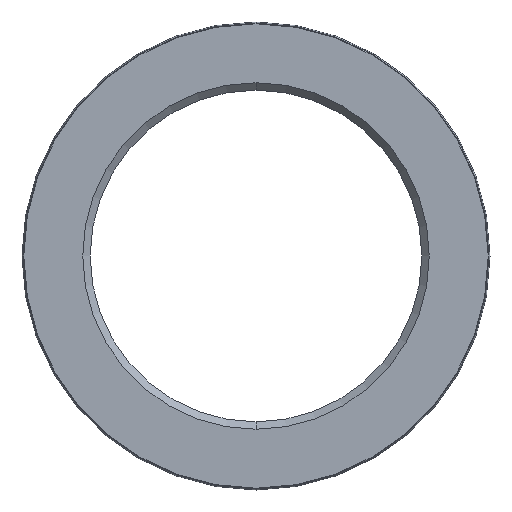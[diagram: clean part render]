
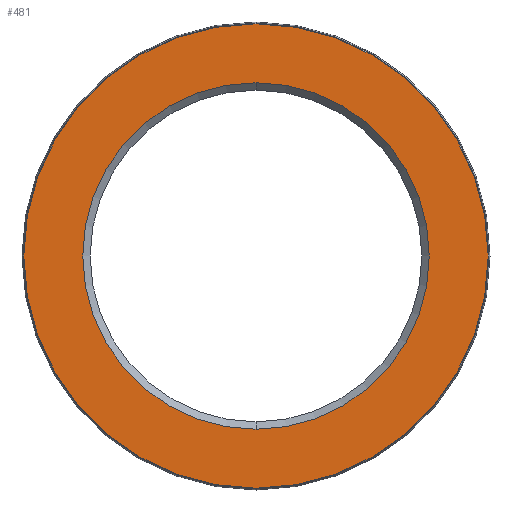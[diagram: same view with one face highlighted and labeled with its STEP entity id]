
A CAD part, front view. The second image highlights one B-rep face of the part: STEP entity #481.
In plain terms, the highlighted planar face has unit normal (0, -1, 0).
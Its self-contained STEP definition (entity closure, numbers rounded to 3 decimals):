
#10 = CARTESIAN_POINT ( 'NONE',  ( 0., -3., 0. ) ) ;
#43 = DIRECTION ( 'NONE',  ( 0., 1., 0. ) ) ;
#45 = CIRCLE ( 'NONE', #165, 4.7 ) ;
#52 = DIRECTION ( 'NONE',  ( 0., 0., 1. ) ) ;
#53 = ORIENTED_EDGE ( 'NONE', *, *, #677, .T. ) ;
#60 = ORIENTED_EDGE ( 'NONE', *, *, #640, .T. ) ;
#68 = CARTESIAN_POINT ( 'NONE',  ( 0., -3., 0. ) ) ;
#80 = CARTESIAN_POINT ( 'NONE',  ( 0., -3., 6.3 ) ) ;
#85 = CARTESIAN_POINT ( 'NONE',  ( 0., -3., 0. ) ) ;
#91 = CARTESIAN_POINT ( 'NONE',  ( 0., -3., 0. ) ) ;
#106 = CARTESIAN_POINT ( 'NONE',  ( 0., -3., 0. ) ) ;
#131 = EDGE_LOOP ( 'NONE', ( #421, #53 ) ) ;
#165 = AXIS2_PLACEMENT_3D ( 'NONE', #91, #258, #615 ) ;
#178 = CIRCLE ( 'NONE', #453, 6.3 ) ;
#217 = CIRCLE ( 'NONE', #673, 4.7 ) ;
#223 = DIRECTION ( 'NONE',  ( 0., -1., 0. ) ) ;
#228 = VERTEX_POINT ( 'NONE', #582 ) ;
#241 = AXIS2_PLACEMENT_3D ( 'NONE', #68, #591, #52 ) ;
#245 = FACE_OUTER_BOUND ( 'NONE', #523, .T. ) ;
#258 = DIRECTION ( 'NONE',  ( 0., 1., 0. ) ) ;
#268 = DIRECTION ( 'NONE',  ( 0., 0., 1. ) ) ;
#285 = VERTEX_POINT ( 'NONE', #451 ) ;
#303 = FACE_BOUND ( 'NONE', #131, .T. ) ;
#323 = DIRECTION ( 'NONE',  ( 0., 0., 1. ) ) ;
#345 = VERTEX_POINT ( 'NONE', #400 ) ;
#350 = ORIENTED_EDGE ( 'NONE', *, *, #651, .T. ) ;
#356 = DIRECTION ( 'NONE',  ( 0., 0., 1. ) ) ;
#366 = PLANE ( 'NONE',  #524 ) ;
#377 = VERTEX_POINT ( 'NONE', #80 ) ;
#400 = CARTESIAN_POINT ( 'NONE',  ( -6.3, -3., 0. ) ) ;
#421 = ORIENTED_EDGE ( 'NONE', *, *, #432, .T. ) ;
#432 = EDGE_CURVE ( 'NONE', #228, #285, #45, .T. ) ;
#441 = CIRCLE ( 'NONE', #241, 6.3 ) ;
#451 = CARTESIAN_POINT ( 'NONE',  ( 0., -3., 4.7 ) ) ;
#453 = AXIS2_PLACEMENT_3D ( 'NONE', #10, #223, #268 ) ;
#481 = ADVANCED_FACE ( 'NONE', ( #303, #245 ), #366, .F. ) ;
#523 = EDGE_LOOP ( 'NONE', ( #350, #60 ) ) ;
#524 = AXIS2_PLACEMENT_3D ( 'NONE', #85, #43, #356 ) ;
#534 = DIRECTION ( 'NONE',  ( 0., 1., 0. ) ) ;
#582 = CARTESIAN_POINT ( 'NONE',  ( 0., -3., -4.7 ) ) ;
#591 = DIRECTION ( 'NONE',  ( 0., -1., 0. ) ) ;
#615 = DIRECTION ( 'NONE',  ( 0., 0., 1. ) ) ;
#640 = EDGE_CURVE ( 'NONE', #377, #345, #178, .T. ) ;
#651 = EDGE_CURVE ( 'NONE', #345, #377, #441, .T. ) ;
#673 = AXIS2_PLACEMENT_3D ( 'NONE', #106, #534, #323 ) ;
#677 = EDGE_CURVE ( 'NONE', #285, #228, #217, .T. ) ;
